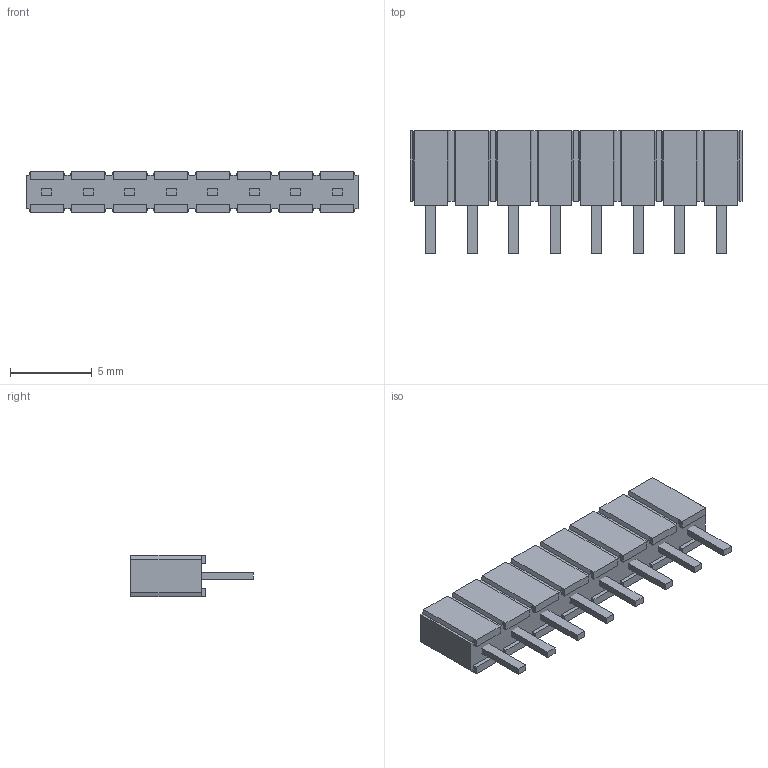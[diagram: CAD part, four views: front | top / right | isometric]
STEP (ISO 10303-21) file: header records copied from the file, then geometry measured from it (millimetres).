
FILE_DESCRIPTION(/* description */ ('STEP AP214'),/* implementation_level */ '2;1');
FILE_NAME(/* name */ 'SLW-108-01-G-S',/* time_stamp */ '2023-11-03T16:43:20+01:00',/* author */ ('License CC BY-ND 4.0'),/* organization */ ('CADENAS'),/* preprocessor_version */ 'ST-DEVELOPER v19.3',/* originating_system */ 'PARTsolutions',/* authorisation */ ' ');
FILE_SCHEMA (('AUTOMOTIVE_DESIGN {1 0 10303 214 3 1 1}'));
Length unit declared in the file: inch
Products named in the file (3): SLW-108-01-G-S; C-28-01-08-S; SLW-108-01-S_socket
Assembly tree (2 placements, depth 2):
  SLW-108-01-G-S
    C-28-01-08-S
    SLW-108-01-S_socket
Bounding box: 20.32 x 7.49 x 2.54 mm (x, y, z)
Volume: 299.8 mm3; surface area: 775.2 mm2
Topology: 2 solids, 2 shells, 260 faces, 664 edges, 432 vertices
Faces by surface type: plane 260
Entity records: 7730 total; most frequent: CARTESIAN_POINT 1359, ORIENTED_EDGE 1328, DIRECTION 1190, EDGE_CURVE 664, LINE 664, VECTOR 664, VERTEX_POINT 432, EDGE_LOOP 284
